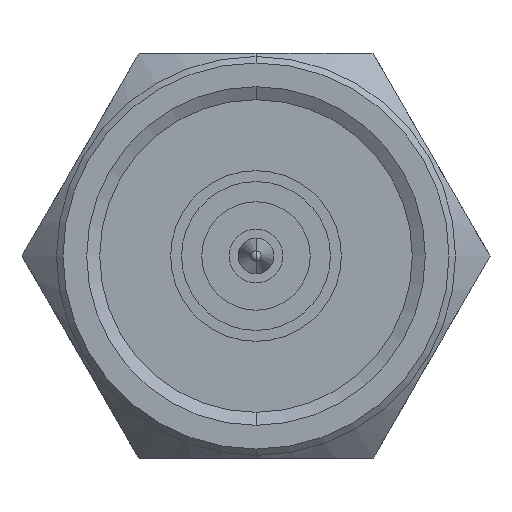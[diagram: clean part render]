
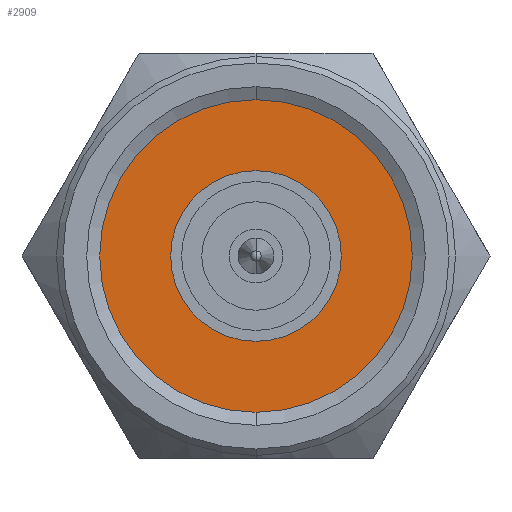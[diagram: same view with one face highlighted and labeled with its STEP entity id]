
A CAD part, left-side view. The second image highlights one B-rep face of the part: STEP entity #2909.
In plain terms, the highlighted planar face has unit normal (-1, 0, 0).
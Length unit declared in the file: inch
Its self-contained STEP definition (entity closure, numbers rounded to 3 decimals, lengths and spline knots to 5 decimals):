
#70 = VERTEX_POINT ( 'NONE', #2267 ) ;
#87 = FACE_OUTER_BOUND ( 'NONE', #914, .T. ) ;
#150 = VERTEX_POINT ( 'NONE', #3473 ) ;
#169 = AXIS2_PLACEMENT_3D ( 'NONE', #2688, #948, #789 ) ;
#310 = DIRECTION ( 'NONE',  ( 0., 0., -1. ) ) ;
#322 = ORIENTED_EDGE ( 'NONE', *, *, #3274, .T. ) ;
#351 = ORIENTED_EDGE ( 'NONE', *, *, #1980, .F. ) ;
#527 = AXIS2_PLACEMENT_3D ( 'NONE', #3216, #2905, #1774 ) ;
#636 = CIRCLE ( 'NONE', #169, 0.15748 ) ;
#662 = DIRECTION ( 'NONE',  ( 1., 0., 0. ) ) ;
#688 = CARTESIAN_POINT ( 'NONE',  ( 0.3703, 0., -0.34395 ) ) ;
#699 = PLANE ( 'NONE',  #1790 ) ;
#789 = DIRECTION ( 'NONE',  ( 0., 0., 1. ) ) ;
#914 = EDGE_LOOP ( 'NONE', ( #1333, #322 ) ) ;
#948 = DIRECTION ( 'NONE',  ( -1., 0., 0. ) ) ;
#1034 = CIRCLE ( 'NONE', #2631, 0.15748 ) ;
#1329 = DIRECTION ( 'NONE',  ( -1., 0., 0. ) ) ;
#1333 = ORIENTED_EDGE ( 'NONE', *, *, #3092, .T. ) ;
#1338 = VERTEX_POINT ( 'NONE', #2787 ) ;
#1427 = AXIS2_PLACEMENT_3D ( 'NONE', #3139, #1329, #2644 ) ;
#1774 = DIRECTION ( 'NONE',  ( 0., 0., 1. ) ) ;
#1790 = AXIS2_PLACEMENT_3D ( 'NONE', #688, #662, #310 ) ;
#1833 = VERTEX_POINT ( 'NONE', #2384 ) ;
#1980 = EDGE_CURVE ( 'NONE', #150, #1833, #636, .T. ) ;
#2267 = CARTESIAN_POINT ( 'NONE',  ( 0.3703, 0., -0.34395 ) ) ;
#2384 = CARTESIAN_POINT ( 'NONE',  ( 0.3703, 0., 0.15748 ) ) ;
#2442 = CIRCLE ( 'NONE', #1427, 0.34395 ) ;
#2481 = EDGE_CURVE ( 'NONE', #1833, #150, #1034, .T. ) ;
#2577 = EDGE_LOOP ( 'NONE', ( #2932, #351 ) ) ;
#2631 = AXIS2_PLACEMENT_3D ( 'NONE', #2825, #2810, #2786 ) ;
#2644 = DIRECTION ( 'NONE',  ( 0., 0., 1. ) ) ;
#2688 = CARTESIAN_POINT ( 'NONE',  ( 0.3703, 0., 0. ) ) ;
#2786 = DIRECTION ( 'NONE',  ( 0., 0., 1. ) ) ;
#2787 = CARTESIAN_POINT ( 'NONE',  ( 0.3703, 0., 0.34395 ) ) ;
#2810 = DIRECTION ( 'NONE',  ( -1., 0., 0. ) ) ;
#2825 = CARTESIAN_POINT ( 'NONE',  ( 0.3703, 0., 0. ) ) ;
#2828 = FACE_BOUND ( 'NONE', #2577, .T. ) ;
#2899 = CIRCLE ( 'NONE', #527, 0.34395 ) ;
#2905 = DIRECTION ( 'NONE',  ( -1., 0., 0. ) ) ;
#2909 = ADVANCED_FACE ( 'NONE', ( #2828, #87 ), #699, .F. ) ;
#2932 = ORIENTED_EDGE ( 'NONE', *, *, #2481, .F. ) ;
#3092 = EDGE_CURVE ( 'NONE', #1338, #70, #2442, .T. ) ;
#3139 = CARTESIAN_POINT ( 'NONE',  ( 0.3703, 0., 0. ) ) ;
#3216 = CARTESIAN_POINT ( 'NONE',  ( 0.3703, 0., 0. ) ) ;
#3274 = EDGE_CURVE ( 'NONE', #70, #1338, #2899, .T. ) ;
#3473 = CARTESIAN_POINT ( 'NONE',  ( 0.3703, 0., -0.15748 ) ) ;
